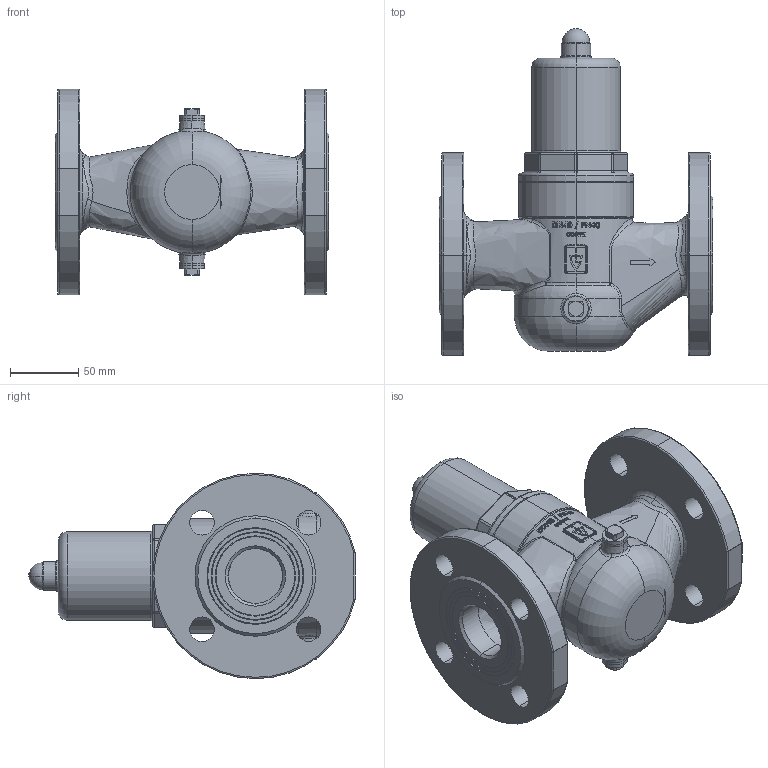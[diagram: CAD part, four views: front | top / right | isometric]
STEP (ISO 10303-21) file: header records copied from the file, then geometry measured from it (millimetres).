
FILE_DESCRIPTION (( 'STEP AP214' ), '1' );
FILE_NAME ('682 HP 40 Dummy.STEP', '2010-08-09T11:32:38', ( '' ), ( '' ), 'SwSTEP 2.0', 'SolidWorks 2010', '' );
FILE_SCHEMA (( 'AUTOMOTIVE_DESIGN' ));
Length unit declared in the file: millimetre
Products named in the file (1): 682 HP 40 Dummy
Bounding box: 200 x 238.5 x 150 mm (x, y, z)
Volume: 888372.8 mm3; surface area: 243727.2 mm2
Topology: 7 solids, 7 shells, 989 faces, 2482 edges, 1565 vertices
Faces by surface type: plane 346, cylinder 244, bspline 193, cone 95, torus 89, sphere 22
Entity records: 58035 total; most frequent: CARTESIAN_POINT 25734, ORIENTED_EDGE 4918, DIRECTION 3820, EDGE_CURVE 2459, VERTEX_POINT 1562, AXIS2_PLACEMENT_3D 1491, EDGE_LOOP 1099, UNCERTAINTY_MEASURE_WITH_UNIT 998
